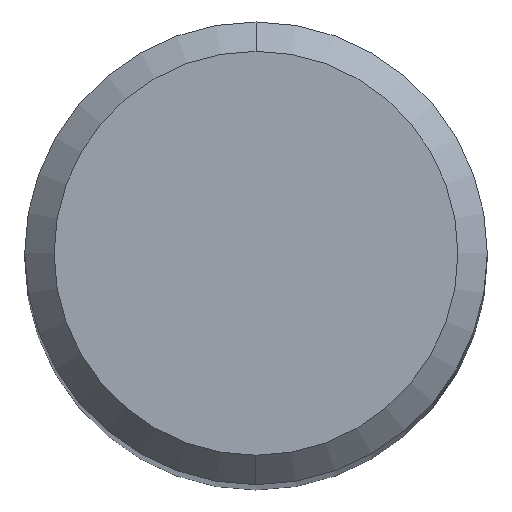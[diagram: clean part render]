
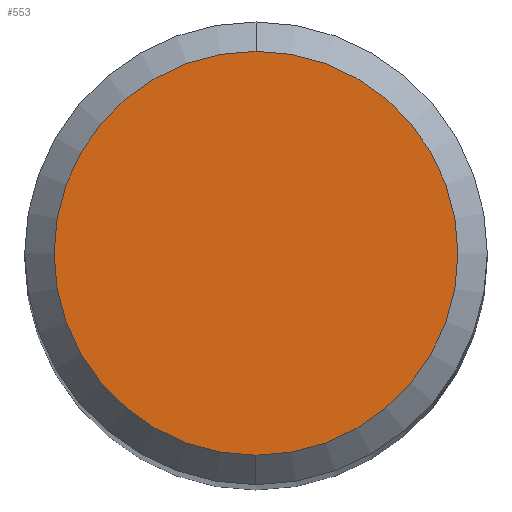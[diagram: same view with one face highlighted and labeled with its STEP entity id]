
A CAD part, top view. The second image highlights one B-rep face of the part: STEP entity #553.
In plain terms, the highlighted planar face has unit normal (0, 0, 1).
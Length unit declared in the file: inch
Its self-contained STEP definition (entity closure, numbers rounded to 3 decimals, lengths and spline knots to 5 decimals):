
#3 = VERTEX_POINT ( 'NONE', #11 ) ;
#11 = CARTESIAN_POINT ( 'NONE',  ( 0., 0.1031, 0. ) ) ;
#34 = CARTESIAN_POINT ( 'NONE',  ( 0., 0.1031, 0. ) ) ;
#41 = CARTESIAN_POINT ( 'NONE',  ( 0., 0., 0. ) ) ;
#69 = CIRCLE ( 'NONE', #366, 0.1031 ) ;
#116 = CARTESIAN_POINT ( 'NONE',  ( 0., -0.1031, 0. ) ) ;
#128 = AXIS2_PLACEMENT_3D ( 'NONE', #34, #471, #430 ) ;
#151 = CIRCLE ( 'NONE', #429, 0.1031 ) ;
#167 = DIRECTION ( 'NONE',  ( 0., -1., 0. ) ) ;
#211 = PLANE ( 'NONE',  #128 ) ;
#285 = EDGE_CURVE ( 'NONE', #3, #535, #69, .T. ) ;
#295 = DIRECTION ( 'NONE',  ( 0., -1., 0. ) ) ;
#336 = ORIENTED_EDGE ( 'NONE', *, *, #433, .T. ) ;
#344 = DIRECTION ( 'NONE',  ( 0., 0., 1. ) ) ;
#366 = AXIS2_PLACEMENT_3D ( 'NONE', #518, #344, #295 ) ;
#388 = FACE_OUTER_BOUND ( 'NONE', #492, .T. ) ;
#429 = AXIS2_PLACEMENT_3D ( 'NONE', #41, #437, #167 ) ;
#430 = DIRECTION ( 'NONE',  ( 0., 1., 0. ) ) ;
#433 = EDGE_CURVE ( 'NONE', #535, #3, #151, .T. ) ;
#436 = ORIENTED_EDGE ( 'NONE', *, *, #285, .T. ) ;
#437 = DIRECTION ( 'NONE',  ( 0., 0., 1. ) ) ;
#471 = DIRECTION ( 'NONE',  ( 0., 0., -1. ) ) ;
#492 = EDGE_LOOP ( 'NONE', ( #436, #336 ) ) ;
#518 = CARTESIAN_POINT ( 'NONE',  ( 0., 0., 0. ) ) ;
#535 = VERTEX_POINT ( 'NONE', #116 ) ;
#553 = ADVANCED_FACE ( 'NONE', ( #388 ), #211, .F. ) ;
